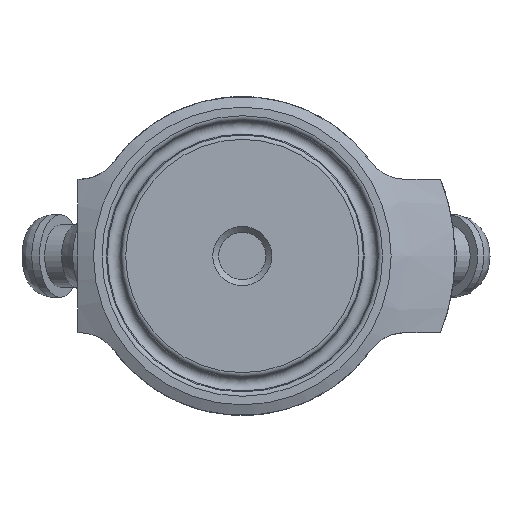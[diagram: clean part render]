
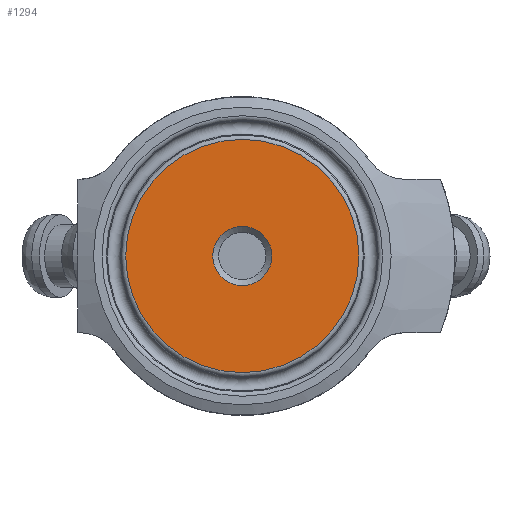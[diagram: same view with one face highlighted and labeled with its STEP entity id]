
A CAD part, front view. The second image highlights one B-rep face of the part: STEP entity #1294.
In plain terms, the highlighted planar face has unit normal (0, -1, 0).
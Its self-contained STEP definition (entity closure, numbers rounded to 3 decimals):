
#95=FACE_BOUND('',#508,.T.);
#388=FACE_OUTER_BOUND('',#507,.T.);
#507=EDGE_LOOP('',(#1106));
#508=EDGE_LOOP('',(#1107));
#584=CIRCLE('',#1351,5.);
#621=CIRCLE('',#1448,19.747);
#667=VERTEX_POINT('',#2001);
#729=VERTEX_POINT('',#2282);
#787=EDGE_CURVE('',#667,#667,#584,.T.);
#869=EDGE_CURVE('',#729,#729,#621,.T.);
#1106=ORIENTED_EDGE('',*,*,#869,.F.);
#1107=ORIENTED_EDGE('',*,*,#787,.F.);
#1237=PLANE('',#1447);
#1294=ADVANCED_FACE('',(#388,#95),#1237,.T.);
#1351=AXIS2_PLACEMENT_3D('',#2002,#1545,#1546);
#1447=AXIS2_PLACEMENT_3D('',#2281,#1758,#1759);
#1448=AXIS2_PLACEMENT_3D('',#2283,#1760,#1761);
#1545=DIRECTION('center_axis',(0.,-1.,0.));
#1546=DIRECTION('ref_axis',(1.,0.,0.));
#1758=DIRECTION('center_axis',(0.,-1.,0.));
#1759=DIRECTION('ref_axis',(0.,0.,-1.));
#1760=DIRECTION('center_axis',(0.,1.,0.));
#1761=DIRECTION('ref_axis',(-1.,0.,0.));
#2001=CARTESIAN_POINT('',(5.,0.,0.));
#2002=CARTESIAN_POINT('Origin',(0.,0.,0.));
#2281=CARTESIAN_POINT('Origin',(5.,0.,0.));
#2282=CARTESIAN_POINT('',(19.747,0.,0.));
#2283=CARTESIAN_POINT('Origin',(0.,0.,0.));
